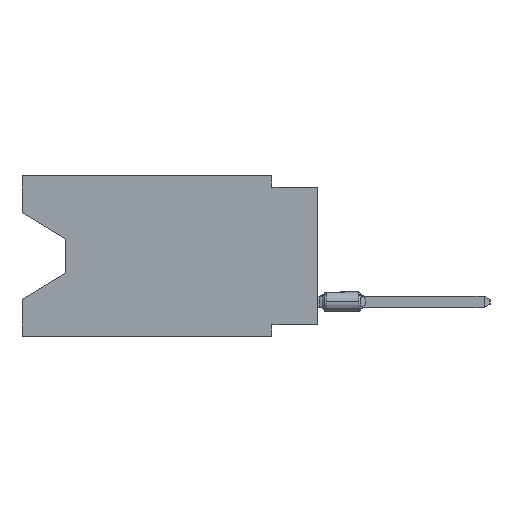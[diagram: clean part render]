
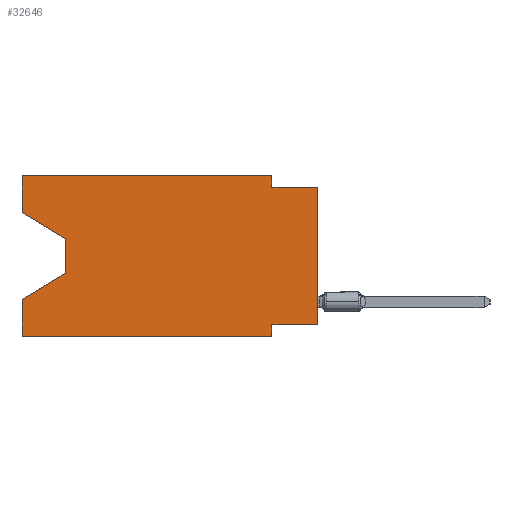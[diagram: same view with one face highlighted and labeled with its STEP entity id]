
A CAD part, left-side view. The second image highlights one B-rep face of the part: STEP entity #32646.
In plain terms, the highlighted planar face has unit normal (-1, 0, 0).
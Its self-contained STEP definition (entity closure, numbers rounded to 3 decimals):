
#880 = CARTESIAN_POINT ( 'NONE',  ( 0., 16.383, 0. ) ) ;
#1015 = LINE ( 'NONE', #35187, #6870 ) ;
#1139 = CARTESIAN_POINT ( 'NONE',  ( 0., 16.383, -6.852 ) ) ;
#1154 = LINE ( 'NONE', #880, #28455 ) ;
#1650 = ORIENTED_EDGE ( 'NONE', *, *, #32292, .F. ) ;
#2154 = CARTESIAN_POINT ( 'NONE',  ( 0., 0., 0. ) ) ;
#2756 = VECTOR ( 'NONE', #39722, 1000. ) ;
#2811 = ORIENTED_EDGE ( 'NONE', *, *, #5799, .T. ) ;
#4765 = PLANE ( 'NONE',  #29986 ) ;
#5114 = VERTEX_POINT ( 'NONE', #51687 ) ;
#5307 = FACE_OUTER_BOUND ( 'NONE', #8408, .T. ) ;
#5799 = EDGE_CURVE ( 'NONE', #31799, #42559, #15042, .T. ) ;
#6018 = EDGE_CURVE ( 'NONE', #5114, #18060, #31416, .T. ) ;
#6870 = VECTOR ( 'NONE', #36294, 1000. ) ;
#8408 = EDGE_LOOP ( 'NONE', ( #34717, #20378, #13648, #1650, #12109, #10094, #50704, #2811, #11290, #43940, #16181, #28780 ) ) ;
#9308 = DIRECTION ( 'NONE',  ( 0., 0., -1. ) ) ;
#10094 = ORIENTED_EDGE ( 'NONE', *, *, #30684, .F. ) ;
#10877 = EDGE_CURVE ( 'NONE', #45372, #32582, #48321, .T. ) ;
#11004 = DIRECTION ( 'NONE',  ( 0., -1., 0. ) ) ;
#11290 = ORIENTED_EDGE ( 'NONE', *, *, #50276, .F. ) ;
#12109 = ORIENTED_EDGE ( 'NONE', *, *, #10877, .T. ) ;
#12559 = CARTESIAN_POINT ( 'NONE',  ( 0., 2.54, -0.635 ) ) ;
#12960 = VERTEX_POINT ( 'NONE', #24413 ) ;
#13285 = VERTEX_POINT ( 'NONE', #28421 ) ;
#13648 = ORIENTED_EDGE ( 'NONE', *, *, #31861, .T. ) ;
#15042 = LINE ( 'NONE', #2154, #26862 ) ;
#16181 = ORIENTED_EDGE ( 'NONE', *, *, #39251, .F. ) ;
#16297 = VERTEX_POINT ( 'NONE', #22129 ) ;
#16969 = CARTESIAN_POINT ( 'NONE',  ( 0., 16.383, -2.038 ) ) ;
#17042 = CARTESIAN_POINT ( 'NONE',  ( 0., 2.54, -8.89 ) ) ;
#18060 = VERTEX_POINT ( 'NONE', #43570 ) ;
#19241 = VERTEX_POINT ( 'NONE', #12559 ) ;
#19325 = LINE ( 'NONE', #45757, #22563 ) ;
#19729 = CARTESIAN_POINT ( 'NONE',  ( 0., 16.383, -8.89 ) ) ;
#20256 = LINE ( 'NONE', #37788, #47537 ) ;
#20378 = ORIENTED_EDGE ( 'NONE', *, *, #6018, .T. ) ;
#20434 = EDGE_CURVE ( 'NONE', #38166, #12960, #1154, .T. ) ;
#20825 = CARTESIAN_POINT ( 'NONE',  ( 0., 2.54, -8.89 ) ) ;
#21346 = VECTOR ( 'NONE', #9308, 1000. ) ;
#21827 = CARTESIAN_POINT ( 'NONE',  ( 0., 16.383, 0. ) ) ;
#21900 = DIRECTION ( 'NONE',  ( 0., -1., 0. ) ) ;
#22129 = CARTESIAN_POINT ( 'NONE',  ( 0., 2.54, -8.255 ) ) ;
#22192 = DIRECTION ( 'NONE',  ( 0., 0.855, -0.519 ) ) ;
#22563 = VECTOR ( 'NONE', #11004, 1000. ) ;
#24326 = VECTOR ( 'NONE', #48095, 1000. ) ;
#24413 = CARTESIAN_POINT ( 'NONE',  ( 0., 16.383, 0. ) ) ;
#24914 = EDGE_CURVE ( 'NONE', #38166, #5114, #1015, .T. ) ;
#25075 = CARTESIAN_POINT ( 'NONE',  ( 0., 0., -8.255 ) ) ;
#26340 = VECTOR ( 'NONE', #44802, 1000. ) ;
#26862 = VECTOR ( 'NONE', #37167, 1000. ) ;
#28421 = CARTESIAN_POINT ( 'NONE',  ( 0., 2.54, 0. ) ) ;
#28455 = VECTOR ( 'NONE', #49102, 1000. ) ;
#28766 = EDGE_CURVE ( 'NONE', #13285, #19241, #20256, .T. ) ;
#28780 = ORIENTED_EDGE ( 'NONE', *, *, #20434, .F. ) ;
#29986 = AXIS2_PLACEMENT_3D ( 'NONE', #49248, #48712, #36613 ) ;
#30527 = LINE ( 'NONE', #52641, #30833 ) ;
#30684 = EDGE_CURVE ( 'NONE', #16297, #32582, #34589, .T. ) ;
#30706 = EDGE_CURVE ( 'NONE', #31799, #16297, #31160, .T. ) ;
#30833 = VECTOR ( 'NONE', #22192, 1000. ) ;
#30840 = CARTESIAN_POINT ( 'NONE',  ( 0., 0., -8.255 ) ) ;
#31160 = LINE ( 'NONE', #30840, #32587 ) ;
#31416 = LINE ( 'NONE', #39997, #21346 ) ;
#31799 = VERTEX_POINT ( 'NONE', #25075 ) ;
#31861 = EDGE_CURVE ( 'NONE', #18060, #46436, #30527, .T. ) ;
#32292 = EDGE_CURVE ( 'NONE', #45372, #46436, #39063, .T. ) ;
#32582 = VERTEX_POINT ( 'NONE', #20825 ) ;
#32587 = VECTOR ( 'NONE', #48378, 1000. ) ;
#32646 = ADVANCED_FACE ( 'NONE', ( #5307 ), #4765, .F. ) ;
#33749 = DIRECTION ( 'NONE',  ( 0., 0., -1. ) ) ;
#34589 = LINE ( 'NONE', #17042, #24326 ) ;
#34717 = ORIENTED_EDGE ( 'NONE', *, *, #24914, .T. ) ;
#35187 = CARTESIAN_POINT ( 'NONE',  ( 0., 16.383, -2.038 ) ) ;
#36294 = DIRECTION ( 'NONE',  ( 0., -0.855, -0.519 ) ) ;
#36613 = DIRECTION ( 'NONE',  ( 0., 0., -1. ) ) ;
#37167 = DIRECTION ( 'NONE',  ( 0., 0., 1. ) ) ;
#37788 = CARTESIAN_POINT ( 'NONE',  ( 0., 2.54, 0. ) ) ;
#38166 = VERTEX_POINT ( 'NONE', #16969 ) ;
#39063 = LINE ( 'NONE', #21827, #26340 ) ;
#39251 = EDGE_CURVE ( 'NONE', #12960, #13285, #19325, .T. ) ;
#39446 = CARTESIAN_POINT ( 'NONE',  ( 0., 16.383, -8.89 ) ) ;
#39722 = DIRECTION ( 'NONE',  ( 0., -1., 0. ) ) ;
#39997 = CARTESIAN_POINT ( 'NONE',  ( 0., 13.97, -3.505 ) ) ;
#42499 = VECTOR ( 'NONE', #21900, 1000. ) ;
#42559 = VERTEX_POINT ( 'NONE', #47937 ) ;
#43570 = CARTESIAN_POINT ( 'NONE',  ( 0., 13.97, -5.385 ) ) ;
#43940 = ORIENTED_EDGE ( 'NONE', *, *, #28766, .F. ) ;
#44323 = CARTESIAN_POINT ( 'NONE',  ( 0., 0., -0.635 ) ) ;
#44802 = DIRECTION ( 'NONE',  ( 0., 0., 1. ) ) ;
#45372 = VERTEX_POINT ( 'NONE', #19729 ) ;
#45757 = CARTESIAN_POINT ( 'NONE',  ( 0., 16.383, 0. ) ) ;
#46436 = VERTEX_POINT ( 'NONE', #1139 ) ;
#47537 = VECTOR ( 'NONE', #33749, 1000. ) ;
#47937 = CARTESIAN_POINT ( 'NONE',  ( 0., 0., -0.635 ) ) ;
#48095 = DIRECTION ( 'NONE',  ( 0., 0., -1. ) ) ;
#48321 = LINE ( 'NONE', #39446, #42499 ) ;
#48378 = DIRECTION ( 'NONE',  ( 0., 1., 0. ) ) ;
#48650 = LINE ( 'NONE', #44323, #2756 ) ;
#48712 = DIRECTION ( 'NONE',  ( 1., 0., 0. ) ) ;
#49102 = DIRECTION ( 'NONE',  ( 0., 0., 1. ) ) ;
#49248 = CARTESIAN_POINT ( 'NONE',  ( 0., 16.383, 0. ) ) ;
#50276 = EDGE_CURVE ( 'NONE', #19241, #42559, #48650, .T. ) ;
#50704 = ORIENTED_EDGE ( 'NONE', *, *, #30706, .F. ) ;
#51687 = CARTESIAN_POINT ( 'NONE',  ( 0., 13.97, -3.505 ) ) ;
#52641 = CARTESIAN_POINT ( 'NONE',  ( 0., 13.97, -5.385 ) ) ;
